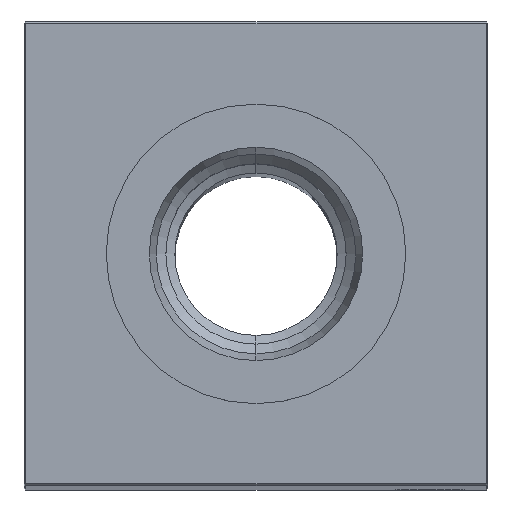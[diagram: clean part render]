
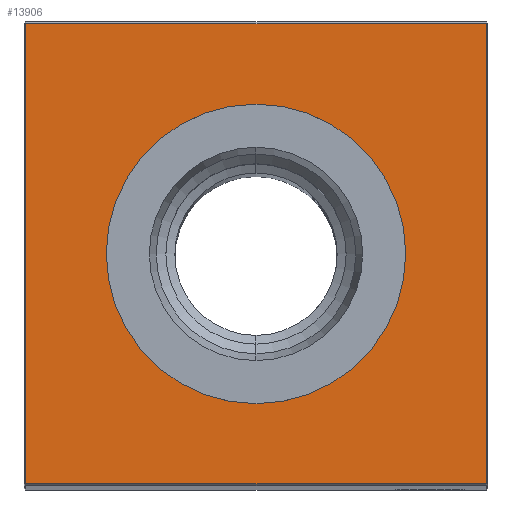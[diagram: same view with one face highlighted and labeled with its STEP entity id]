
A CAD part, top view. The second image highlights one B-rep face of the part: STEP entity #13906.
In plain terms, the highlighted planar face has unit normal (0, 0, 1).
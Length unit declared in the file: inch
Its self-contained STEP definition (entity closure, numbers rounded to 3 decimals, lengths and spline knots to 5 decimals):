
#27 = FACE_BOUND ( 'NONE', #3775, .T. ) ;
#38 = VECTOR ( 'NONE', #6602, 39.37008 ) ;
#60 = VECTOR ( 'NONE', #6388, 39.37008 ) ;
#340 = LINE ( 'NONE', #8406, #60 ) ;
#836 = CARTESIAN_POINT ( 'NONE',  ( 0., 0.80709, 13. ) ) ;
#1924 = VERTEX_POINT ( 'NONE', #8602 ) ;
#2409 = CARTESIAN_POINT ( 'NONE',  ( 0., 0., 13. ) ) ;
#2436 = DIRECTION ( 'NONE',  ( -1., 0., 0. ) ) ;
#2662 = ORIENTED_EDGE ( 'NONE', *, *, #3212, .T. ) ;
#2921 = EDGE_CURVE ( 'NONE', #1924, #3663, #12820, .T. ) ;
#3204 = ORIENTED_EDGE ( 'NONE', *, *, #9454, .T. ) ;
#3212 = EDGE_CURVE ( 'NONE', #15923, #1924, #4595, .T. ) ;
#3663 = VERTEX_POINT ( 'NONE', #15109 ) ;
#3775 = EDGE_LOOP ( 'NONE', ( #22402, #3204 ) ) ;
#4595 = LINE ( 'NONE', #8501, #11954 ) ;
#4606 = CIRCLE ( 'NONE', #21305, 0.80709 ) ;
#4698 = VERTEX_POINT ( 'NONE', #836 ) ;
#4713 = CARTESIAN_POINT ( 'NONE',  ( -1.24, 0., 13. ) ) ;
#6386 = ORIENTED_EDGE ( 'NONE', *, *, #23581, .T. ) ;
#6388 = DIRECTION ( 'NONE',  ( -1., 0., 0. ) ) ;
#6602 = DIRECTION ( 'NONE',  ( 0., -1., 0. ) ) ;
#8182 = CARTESIAN_POINT ( 'NONE',  ( 0., -0.80709, 13. ) ) ;
#8215 = PLANE ( 'NONE',  #20752 ) ;
#8404 = ORIENTED_EDGE ( 'NONE', *, *, #18636, .T. ) ;
#8406 = CARTESIAN_POINT ( 'NONE',  ( 0., 1.24, 13. ) ) ;
#8501 = CARTESIAN_POINT ( 'NONE',  ( 0., -1.24, 13. ) ) ;
#8602 = CARTESIAN_POINT ( 'NONE',  ( 1.24, -1.24, 13. ) ) ;
#9454 = EDGE_CURVE ( 'NONE', #9616, #4698, #4606, .T. ) ;
#9616 = VERTEX_POINT ( 'NONE', #8182 ) ;
#9852 = ORIENTED_EDGE ( 'NONE', *, *, #2921, .T. ) ;
#10639 = EDGE_CURVE ( 'NONE', #4698, #9616, #21240, .T. ) ;
#11072 = CARTESIAN_POINT ( 'NONE',  ( 1.24, 0., 13. ) ) ;
#11954 = VECTOR ( 'NONE', #24859, 39.37008 ) ;
#12627 = CARTESIAN_POINT ( 'NONE',  ( 0., 0., 13. ) ) ;
#12820 = LINE ( 'NONE', #11072, #13498 ) ;
#12874 = DIRECTION ( 'NONE',  ( -1., 0., 0. ) ) ;
#13115 = AXIS2_PLACEMENT_3D ( 'NONE', #2409, #23206, #12874 ) ;
#13498 = VECTOR ( 'NONE', #15232, 39.37008 ) ;
#13906 = ADVANCED_FACE ( 'NONE', ( #24454, #27 ), #8215, .F. ) ;
#15055 = DIRECTION ( 'NONE',  ( -1., 0., 0. ) ) ;
#15109 = CARTESIAN_POINT ( 'NONE',  ( 1.24, 1.24, 13. ) ) ;
#15232 = DIRECTION ( 'NONE',  ( 0., 1., 0. ) ) ;
#15923 = VERTEX_POINT ( 'NONE', #16448 ) ;
#16448 = CARTESIAN_POINT ( 'NONE',  ( -1.24, -1.24, 13. ) ) ;
#16477 = VERTEX_POINT ( 'NONE', #17416 ) ;
#16796 = LINE ( 'NONE', #4713, #38 ) ;
#17060 = CARTESIAN_POINT ( 'NONE',  ( 0., 0., 13. ) ) ;
#17416 = CARTESIAN_POINT ( 'NONE',  ( -1.24, 1.24, 13. ) ) ;
#18221 = EDGE_LOOP ( 'NONE', ( #8404, #2662, #9852, #6386 ) ) ;
#18636 = EDGE_CURVE ( 'NONE', #16477, #15923, #16796, .T. ) ;
#20752 = AXIS2_PLACEMENT_3D ( 'NONE', #17060, #23238, #15055 ) ;
#20814 = DIRECTION ( 'NONE',  ( 0., 0., -1. ) ) ;
#21240 = CIRCLE ( 'NONE', #13115, 0.80709 ) ;
#21305 = AXIS2_PLACEMENT_3D ( 'NONE', #12627, #20814, #2436 ) ;
#22402 = ORIENTED_EDGE ( 'NONE', *, *, #10639, .T. ) ;
#23206 = DIRECTION ( 'NONE',  ( 0., 0., -1. ) ) ;
#23238 = DIRECTION ( 'NONE',  ( 0., 0., -1. ) ) ;
#23581 = EDGE_CURVE ( 'NONE', #3663, #16477, #340, .T. ) ;
#24454 = FACE_OUTER_BOUND ( 'NONE', #18221, .T. ) ;
#24859 = DIRECTION ( 'NONE',  ( 1., 0., 0. ) ) ;
